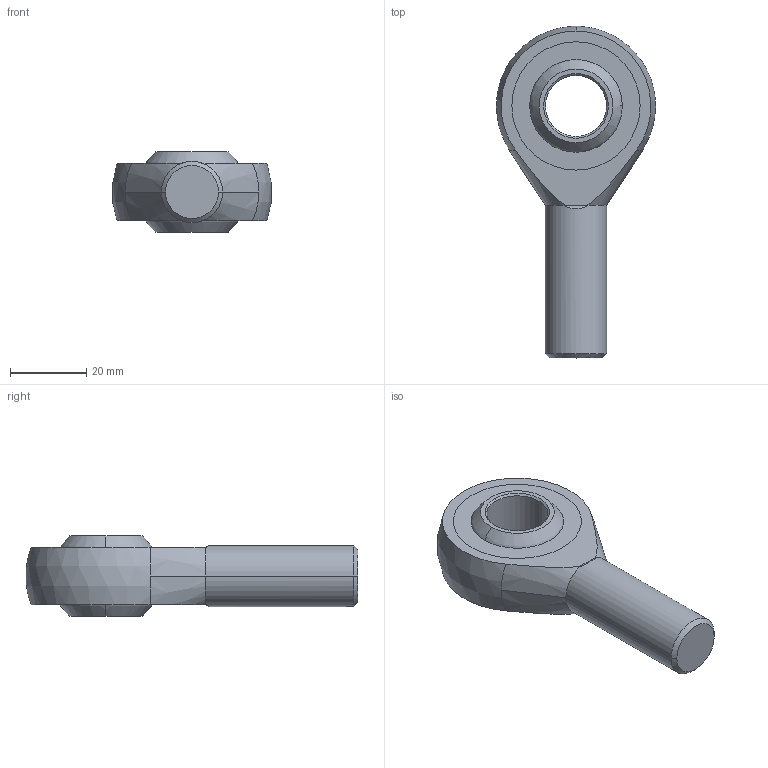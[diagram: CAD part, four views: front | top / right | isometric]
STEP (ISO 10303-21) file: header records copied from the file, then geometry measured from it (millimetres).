
FILE_DESCRIPTION(('STEP AP214'),'1');
FILE_NAME('HALDERN_EH_22982_0336.stp','2020-02-28T09:40:17',('TraceParts'),('TraceParts S.A.'),'Spatial InterOp 3D',' ',' ');
FILE_SCHEMA(('AUTOMOTIVE_DESIGN { 1 0 10303 214 1 1 1 1 }'));
Length unit declared in the file: millimetre
Products named in the file (1): HALDERN_EH_22982_0336_1
Bounding box: 41.68 x 86.94 x 21 mm (x, y, z)
Volume: 27915.5 mm3; surface area: 13432.9 mm2
Topology: 3 solids, 3 shells, 33 faces, 77 edges, 50 vertices
Faces by surface type: cone 10, cylinder 10, plane 7, sphere 6
Entity records: 1340 total; most frequent: CARTESIAN_POINT 247, DIRECTION 196, ORIENTED_EDGE 154, AXIS2_PLACEMENT_3D 89, EDGE_CURVE 77, CIRCLE 53, VERTEX_POINT 50, EDGE_LOOP 39
